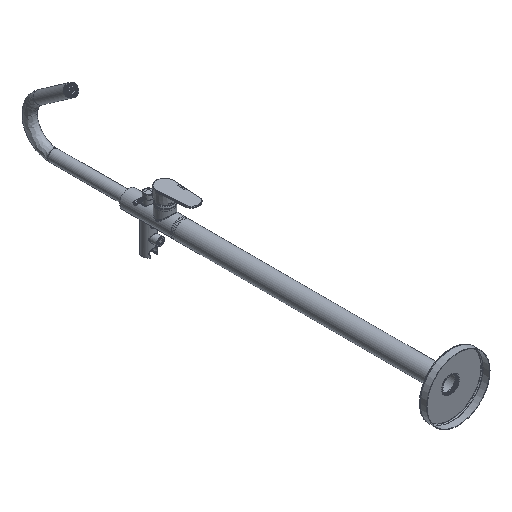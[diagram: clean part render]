
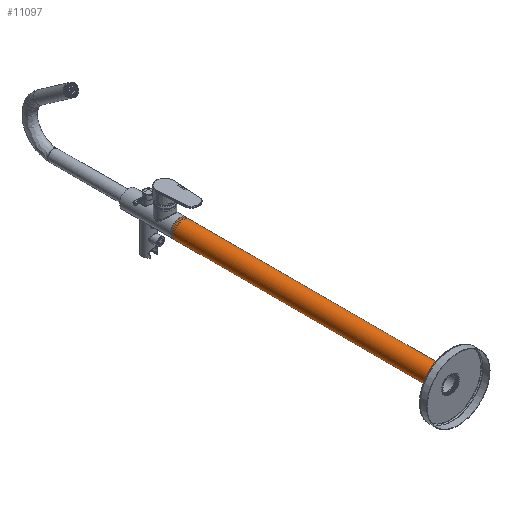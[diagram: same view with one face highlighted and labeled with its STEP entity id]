
A CAD part, isometric view. The second image highlights one B-rep face of the part: STEP entity #11097.
In plain terms, the highlighted cylindrical face has radius 22.5 mm (diameter 45 mm), a full revolution.
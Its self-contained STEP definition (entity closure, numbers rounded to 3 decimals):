
#1560 = CARTESIAN_POINT ( 'NONE',  ( 0., 684., 22.5 ) ) ;
#2089 = DIRECTION ( 'NONE',  ( 0., 0., -1. ) ) ;
#2113 = CYLINDRICAL_SURFACE ( 'NONE', #11309, 22.5 ) ;
#3870 = EDGE_CURVE ( 'NONE', #25525, #25525, #7443, .T. ) ;
#6593 = EDGE_CURVE ( 'NONE', #24031, #24031, #32991, .T. ) ;
#6662 = ORIENTED_EDGE ( 'NONE', *, *, #6593, .F. ) ;
#7386 = EDGE_LOOP ( 'NONE', ( #6662 ) ) ;
#7443 = CIRCLE ( 'NONE', #21505, 22.5 ) ;
#7448 = CARTESIAN_POINT ( 'NONE',  ( 0., 0., 0. ) ) ;
#9672 = CARTESIAN_POINT ( 'NONE',  ( 0., 684., 0. ) ) ;
#10607 = DIRECTION ( 'NONE',  ( 0., 0., -1. ) ) ;
#11097 = ADVANCED_FACE ( 'NONE', ( #33651, #28722 ), #2113, .T. ) ;
#11309 = AXIS2_PLACEMENT_3D ( 'NONE', #20945, #30564, #2089 ) ;
#13105 = DIRECTION ( 'NONE',  ( 0., 0., 1. ) ) ;
#20945 = CARTESIAN_POINT ( 'NONE',  ( 0., 690., 0. ) ) ;
#21505 = AXIS2_PLACEMENT_3D ( 'NONE', #7448, #26321, #10607 ) ;
#23907 = EDGE_LOOP ( 'NONE', ( #35276 ) ) ;
#24031 = VERTEX_POINT ( 'NONE', #1560 ) ;
#25525 = VERTEX_POINT ( 'NONE', #39310 ) ;
#26321 = DIRECTION ( 'NONE',  ( 0., 1., 0. ) ) ;
#28722 = FACE_OUTER_BOUND ( 'NONE', #7386, .T. ) ;
#30564 = DIRECTION ( 'NONE',  ( 0., -1., 0. ) ) ;
#32991 = CIRCLE ( 'NONE', #34475, 22.5 ) ;
#33651 = FACE_OUTER_BOUND ( 'NONE', #23907, .T. ) ;
#34475 = AXIS2_PLACEMENT_3D ( 'NONE', #9672, #38094, #13105 ) ;
#35276 = ORIENTED_EDGE ( 'NONE', *, *, #3870, .T. ) ;
#38094 = DIRECTION ( 'NONE',  ( 0., 1., 0. ) ) ;
#39310 = CARTESIAN_POINT ( 'NONE',  ( 0., 0., -22.5 ) ) ;
